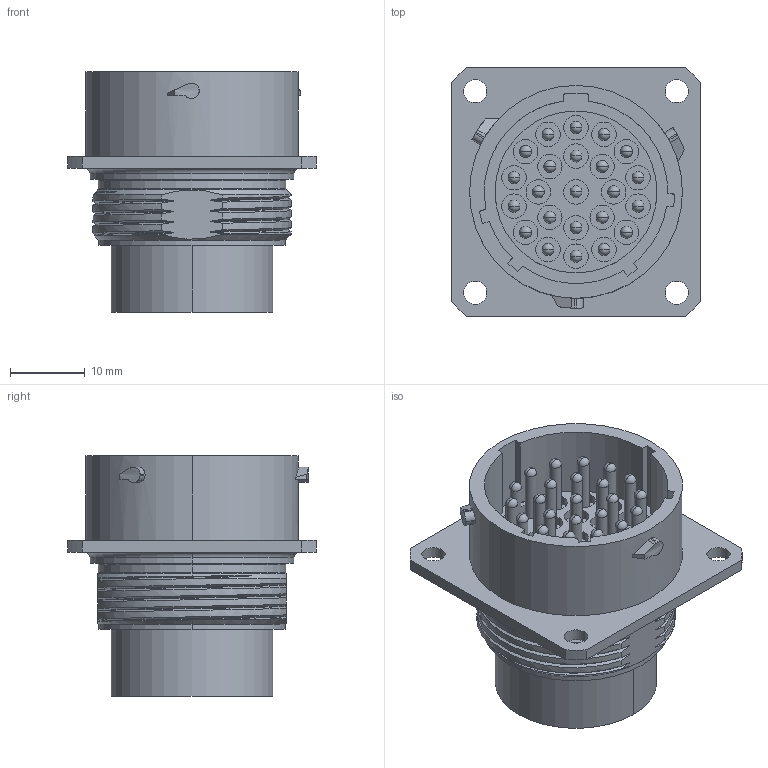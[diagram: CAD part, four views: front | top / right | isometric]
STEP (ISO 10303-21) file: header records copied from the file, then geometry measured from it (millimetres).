
FILE_DESCRIPTION((''),'2;1');
FILE_NAME('UT001823P-CATA_SW_ASM','2010-12-03T',('Gsineau'),(''),'PRO/ENGINEER BY PARAMETRIC TECHNOLOGY CORPORATION, 2010140','PRO/ENGINEER BY PARAMETRIC TECHNOLOGY CORPORATION, 2010140','');
FILE_SCHEMA(('CONFIG_CONTROL_DESIGN'));
Length unit declared in the file: inch
Products named in the file (1): UT001823P-CATA_SW_ASM
Bounding box: 33.3 x 33.3 x 32.2 mm (x, y, z)
Volume: 13238 mm3; surface area: 7634.8 mm2
Topology: 1 solids, 1 shells, 372 faces, 887 edges, 549 vertices
Faces by surface type: cylinder 196, plane 89, sphere 46, bspline 30, torus 6, cone 5
Entity records: 13071 total; most frequent: CARTESIAN_POINT 4578, DIRECTION 1820, ORIENTED_EDGE 1682, EDGE_CURVE 841, AXIS2_PLACEMENT_3D 770, VERTEX_POINT 549, EDGE_LOOP 458, CIRCLE 427
